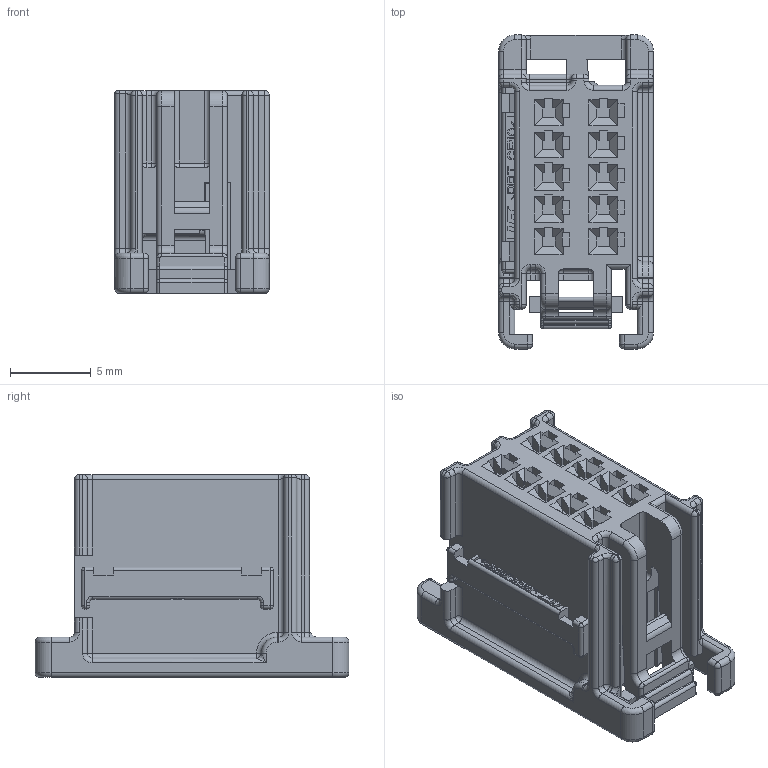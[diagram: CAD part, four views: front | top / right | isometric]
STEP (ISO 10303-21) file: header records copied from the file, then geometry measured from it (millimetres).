
FILE_DESCRIPTION((''),'2;1');
FILE_NAME('020_D_2ROW_10F_HSG_REV2_4','2019-10-29T',('drkoo'),(''),'CREO PARAMETRIC BY PTC INC, 2017300','CREO PARAMETRIC BY PTC INC, 2017300','');
FILE_SCHEMA(('CONFIG_CONTROL_DESIGN'));
Length unit declared in the file: millimetre
Products named in the file (1): 020_D_2ROW_10F_HSG_REV2_4
Bounding box: 9.6 x 19.5 x 12.6 mm (x, y, z)
Volume: 1323.3 mm3; surface area: 1321.3 mm2
Topology: 1 solids, 1 shells, 1057 faces, 2878 edges, 1799 vertices
Faces by surface type: plane 762, cylinder 196, torus 48, sphere 43, bspline 8
Entity records: 33076 total; most frequent: CARTESIAN_POINT 6416, ORIENTED_EDGE 5670, DIRECTION 5348, EDGE_CURVE 2835, VECTOR 2358, LINE 2358, VERTEX_POINT 1799, AXIS2_PLACEMENT_3D 1495
